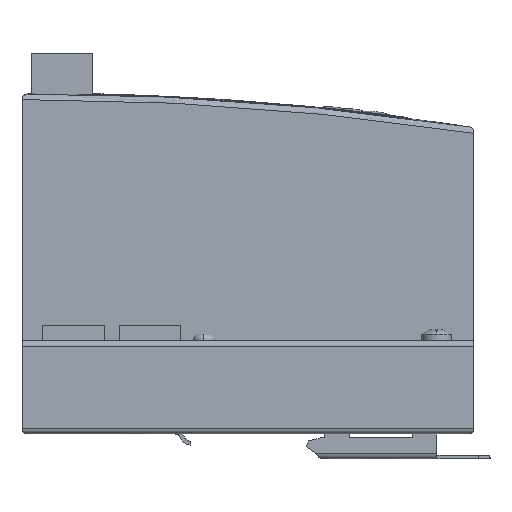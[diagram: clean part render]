
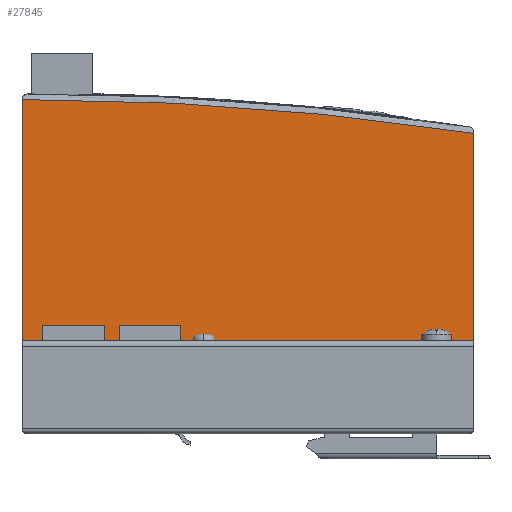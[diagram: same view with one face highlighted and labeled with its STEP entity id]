
A CAD part, left-side view. The second image highlights one B-rep face of the part: STEP entity #27845.
In plain terms, the highlighted planar face has unit normal (-1, 0, 0).
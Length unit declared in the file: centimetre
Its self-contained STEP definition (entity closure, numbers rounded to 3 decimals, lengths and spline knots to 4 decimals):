
#2719=CIRCLE('',#29407,0.15);
#2724=CIRCLE('',#29414,79.85);
#2728=CIRCLE('',#29424,0.15);
#3163=VERTEX_POINT('',#36782);
#3164=VERTEX_POINT('',#36783);
#3167=VERTEX_POINT('',#36791);
#3168=VERTEX_POINT('',#36792);
#3171=VERTEX_POINT('',#36805);
#3175=VERTEX_POINT('',#36812);
#3185=VERTEX_POINT('',#36838);
#3190=VERTEX_POINT('',#36865);
#3197=VERTEX_POINT('',#36980);
#3198=VERTEX_POINT('',#36981);
#5893=VECTOR('',#31186,1.);
#5897=VECTOR('',#31191,1.);
#5903=VECTOR('',#31199,1.);
#5904=VECTOR('',#31201,1.);
#5925=VECTOR('',#31277,1.);
#5926=VECTOR('',#31279,1.);
#8931=LINE('',#36781,#5893);
#8935=LINE('',#36790,#5897);
#8941=LINE('',#36802,#5903);
#8942=LINE('',#36804,#5904);
#8963=LINE('',#36991,#5925);
#8964=LINE('',#36993,#5926);
#11969=EDGE_CURVE('',#3163,#3164,#8931,.T.);
#11973=EDGE_CURVE('',#3167,#3168,#8935,.T.);
#11979=EDGE_CURVE('',#3168,#3163,#8941,.T.);
#11980=EDGE_CURVE('',#3167,#3171,#8942,.T.);
#11985=EDGE_CURVE('',#3175,#3164,#8942,.T.);
#11997=EDGE_CURVE('',#3185,#3175,#2719,.T.);
#12004=EDGE_CURVE('',#3171,#3190,#2724,.T.);
#12018=EDGE_CURVE('',#3197,#3198,#2728,.T.);
#12024=EDGE_CURVE('',#3198,#3185,#8963,.T.);
#12025=EDGE_CURVE('',#3190,#3197,#8964,.T.);
#16198=ORIENTED_EDGE('',*,*,#11969,.T.);
#16199=ORIENTED_EDGE('',*,*,#11985,.F.);
#16200=ORIENTED_EDGE('',*,*,#11997,.F.);
#16201=ORIENTED_EDGE('',*,*,#12024,.F.);
#16202=ORIENTED_EDGE('',*,*,#12018,.F.);
#16203=ORIENTED_EDGE('',*,*,#12025,.F.);
#16204=ORIENTED_EDGE('',*,*,#12004,.F.);
#16205=ORIENTED_EDGE('',*,*,#11980,.F.);
#16206=ORIENTED_EDGE('',*,*,#11973,.T.);
#16207=ORIENTED_EDGE('',*,*,#11979,.T.);
#24397=EDGE_LOOP('',(#16198,#16199,#16200,#16201,#16202,#16203,#16204,#16205,
#16206,#16207));
#26121=FACE_BOUND('',#24397,.T.);
#27845=ADVANCED_FACE('',(#26121),#61517,.F.);
#29407=AXIS2_PLACEMENT_3D('',#36837,#31227,#31228);
#29414=AXIS2_PLACEMENT_3D('',#36864,#31241,#31242);
#29424=AXIS2_PLACEMENT_3D('',#36979,#31266,#31267);
#29429=AXIS2_PLACEMENT_3D('',#36996,#31282,$);
#31186=DIRECTION('',(0.,1.,0.));
#31191=DIRECTION('',(0.,-1.,0.));
#31199=DIRECTION('',(0.,0.,-1.));
#31201=DIRECTION('',(0.,0.,1.));
#31227=DIRECTION('',(1.,0.,0.));
#31228=DIRECTION('',(0.,0.106,-0.106));
#31241=DIRECTION('',(1.,0.,0.));
#31242=DIRECTION('',(0.,-5.923,79.63));
#31266=DIRECTION('',(1.,0.,0.));
#31267=DIRECTION('',(0.,-0.106,-0.106));
#31277=DIRECTION('',(0.,1.,0.));
#31279=DIRECTION('',(0.,0.,-1.));
#31282=DIRECTION('',(1.,0.,0.));
#36781=CARTESIAN_POINT('',(-2.8,3.089,0.79));
#36782=CARTESIAN_POINT('',(-2.8,5.55,0.79));
#36783=CARTESIAN_POINT('',(-2.8,6.05,0.79));
#36790=CARTESIAN_POINT('',(-2.8,3.089,1.075));
#36791=CARTESIAN_POINT('',(-2.8,6.05,1.075));
#36792=CARTESIAN_POINT('',(-2.8,5.55,1.075));
#36802=CARTESIAN_POINT('',(-2.8,5.55,2.6537));
#36804=CARTESIAN_POINT('',(-2.8,6.05,0.));
#36805=CARTESIAN_POINT('',(-2.8,6.05,8.95));
#36812=CARTESIAN_POINT('',(-2.8,6.05,0.15));
#36837=CARTESIAN_POINT('',(-2.8,5.9,0.15));
#36838=CARTESIAN_POINT('',(-2.8,5.9,0.));
#36864=CARTESIAN_POINT('',(-2.8,5.9169,-70.8999));
#36865=CARTESIAN_POINT('',(-2.8,-6.05,8.0483));
#36979=CARTESIAN_POINT('',(-2.8,-5.9,0.15));
#36980=CARTESIAN_POINT('',(-2.8,-6.05,0.15));
#36981=CARTESIAN_POINT('',(-2.8,-5.9,0.));
#36991=CARTESIAN_POINT('',(-2.8,-6.05,0.));
#36993=CARTESIAN_POINT('',(-2.8,-6.05,8.2));
#36996=CARTESIAN_POINT('',(-2.8,0.1281,4.3749));
#61517=PLANE('',#29429);
